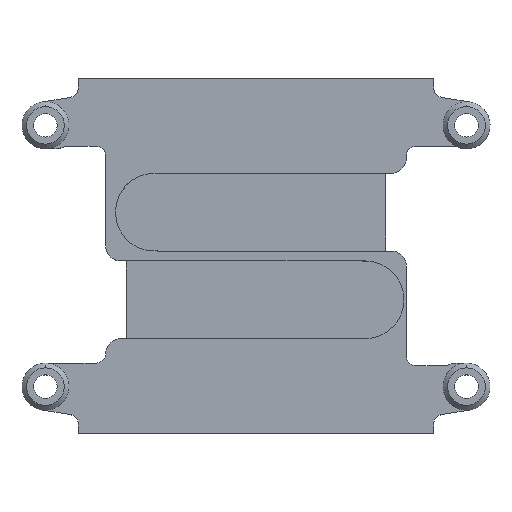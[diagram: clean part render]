
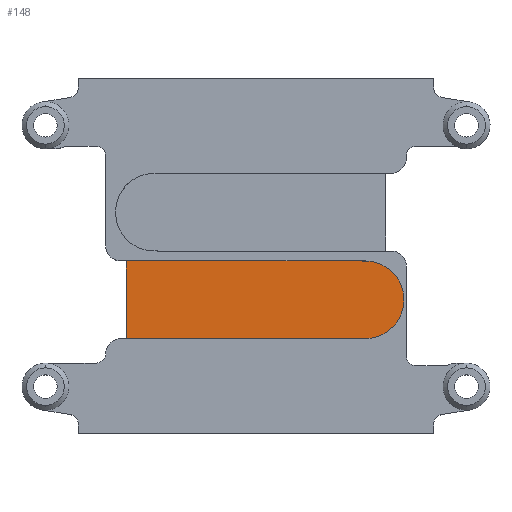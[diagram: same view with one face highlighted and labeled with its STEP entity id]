
A CAD part, top view. The second image highlights one B-rep face of the part: STEP entity #148.
In plain terms, the highlighted planar face has unit normal (0, 0, 1).
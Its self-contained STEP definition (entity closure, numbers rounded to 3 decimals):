
#148=ADVANCED_FACE('',(#257),#195,.T.);
#195=PLANE('',#1686);
#257=FACE_OUTER_BOUND('',#340,.T.);
#340=EDGE_LOOP('',(#1013,#1014,#1015,#1016,#1017,#1018));
#442=LINE('',#2485,#585);
#444=LINE('',#2489,#587);
#446=LINE('',#2493,#589);
#485=LINE('',#2574,#628);
#486=LINE('',#2578,#629);
#585=VECTOR('',#1993,1.);
#587=VECTOR('',#1997,1.);
#589=VECTOR('',#2001,1.);
#628=VECTOR('',#2106,1.);
#629=VECTOR('',#2109,1.);
#1013=ORIENTED_EDGE('',*,*,#1406,.T.);
#1014=ORIENTED_EDGE('',*,*,#1404,.F.);
#1015=ORIENTED_EDGE('',*,*,#1402,.T.);
#1016=ORIENTED_EDGE('',*,*,#1449,.T.);
#1017=ORIENTED_EDGE('',*,*,#1450,.T.);
#1018=ORIENTED_EDGE('',*,*,#1451,.T.);
#1228=VERTEX_POINT('',#2484);
#1229=VERTEX_POINT('',#2486);
#1230=VERTEX_POINT('',#2490);
#1231=VERTEX_POINT('',#2494);
#1240=VERTEX_POINT('',#2575);
#1241=VERTEX_POINT('',#2577);
#1402=EDGE_CURVE('',#1229,#1228,#442,.T.);
#1404=EDGE_CURVE('',#1229,#1230,#444,.T.);
#1406=EDGE_CURVE('',#1231,#1230,#446,.T.);
#1449=EDGE_CURVE('',#1228,#1240,#485,.T.);
#1450=EDGE_CURVE('',#1240,#1241,#1546,.T.);
#1451=EDGE_CURVE('',#1241,#1231,#486,.T.);
#1546=CIRCLE('',#1685,4.14);
#1685=AXIS2_PLACEMENT_3D('',#2576,#2107,#2108);
#1686=AXIS2_PLACEMENT_3D('',#2579,#2110,#2111);
#1993=DIRECTION('',(1.,0.,0.));
#1997=DIRECTION('',(0.,1.,0.));
#2001=DIRECTION('',(-1.,0.,0.));
#2106=DIRECTION('',(0.,1.,0.));
#2107=DIRECTION('',(0.,0.,1.));
#2108=DIRECTION('',(-0.074,-0.997,0.));
#2109=DIRECTION('',(0.,1.,0.));
#2110=DIRECTION('',(0.,0.,1.));
#2111=DIRECTION('',(-1.,0.,0.));
#2484=CARTESIAN_POINT('',(52.3,26.454,0.65));
#2485=CARTESIAN_POINT('',(27.2,26.454,0.65));
#2486=CARTESIAN_POINT('',(27.2,26.454,0.65));
#2489=CARTESIAN_POINT('',(27.2,26.454,0.65));
#2490=CARTESIAN_POINT('',(27.2,34.73,0.65));
#2493=CARTESIAN_POINT('',(52.3,34.73,0.65));
#2494=CARTESIAN_POINT('',(52.3,34.73,0.65));
#2574=CARTESIAN_POINT('',(52.3,26.454,0.65));
#2575=CARTESIAN_POINT('',(52.3,26.463,0.65));
#2576=CARTESIAN_POINT('',(52.607,30.591,0.65));
#2577=CARTESIAN_POINT('',(52.3,34.72,0.65));
#2578=CARTESIAN_POINT('',(52.3,34.72,0.65));
#2579=CARTESIAN_POINT('',(0.,0.,0.65));
